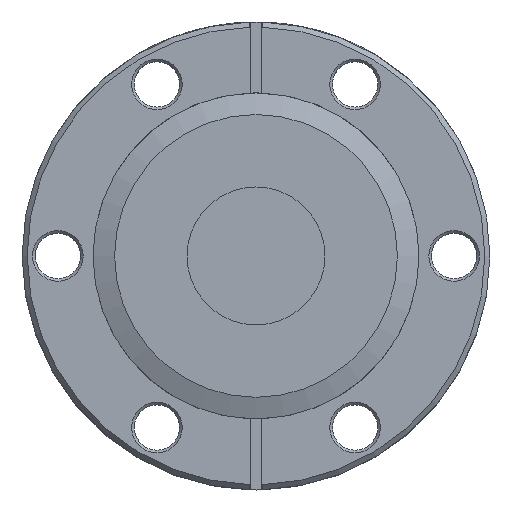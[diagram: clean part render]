
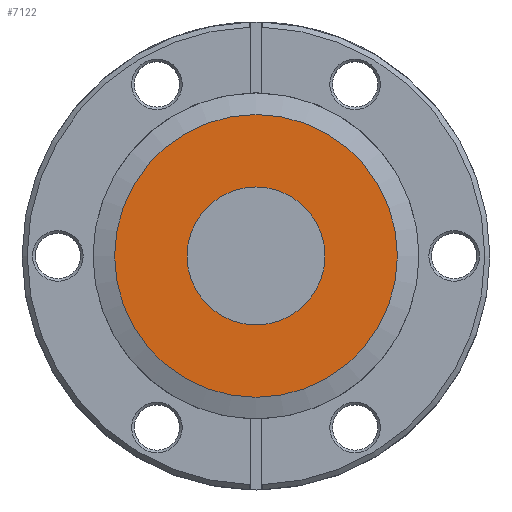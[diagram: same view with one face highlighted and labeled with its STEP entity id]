
A CAD part, top view. The second image highlights one B-rep face of the part: STEP entity #7122.
In plain terms, the highlighted planar face has unit normal (0, 0, 1).
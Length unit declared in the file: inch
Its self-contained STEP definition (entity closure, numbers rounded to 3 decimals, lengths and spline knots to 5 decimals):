
#1763=PLANE('',#7563);
#1876=VERTEX_POINT('',#8903);
#1924=VERTEX_POINT('',#9356);
#2626=CIRCLE('',#7523,0.4025);
#2647=CIRCLE('',#7564,0.825);
#2791=EDGE_CURVE('',#1876,#1876,#2626,.T.);
#2857=EDGE_CURVE('',#1924,#1924,#2647,.T.);
#3998=ORIENTED_EDGE('',*,*,#2791,.T.);
#3999=ORIENTED_EDGE('',*,*,#2857,.T.);
#6144=EDGE_LOOP('',(#3998));
#6145=EDGE_LOOP('',(#3999));
#6640=FACE_BOUND('',#6144,.T.);
#6641=FACE_BOUND('',#6145,.T.);
#7122=ADVANCED_FACE('',(#6640,#6641),#1763,.F.);
#7523=AXIS2_PLACEMENT_3D('',#8902,#7876,#7877);
#7563=AXIS2_PLACEMENT_3D('',#9354,#7958,$);
#7564=AXIS2_PLACEMENT_3D('',#9355,#7959,#7960);
#7876=DIRECTION('',(0.,0.,-1.));
#7877=DIRECTION('',(0.403,0.,0.));
#7958=DIRECTION('',(0.,0.,-1.));
#7959=DIRECTION('',(0.,0.,1.));
#7960=DIRECTION('',(-0.825,0.,0.));
#8902=CARTESIAN_POINT('',(0.,0.,-0.051));
#8903=CARTESIAN_POINT('',(0.4025,0.,-0.051));
#9354=CARTESIAN_POINT('',(-0.4125,0.,-0.051));
#9355=CARTESIAN_POINT('',(0.,0.,-0.051));
#9356=CARTESIAN_POINT('',(-0.825,0.,-0.051));
